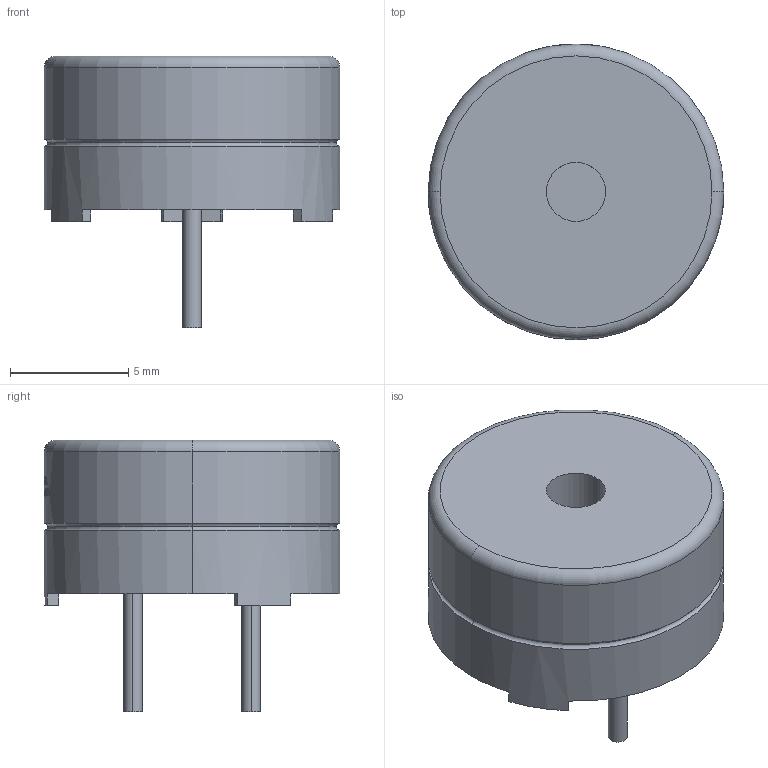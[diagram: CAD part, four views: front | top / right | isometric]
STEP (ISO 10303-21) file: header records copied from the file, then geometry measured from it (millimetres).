
FILE_DESCRIPTION (( 'STEP AP214' ), '1' );
FILE_NAME ('BUZ-TH_D12.5-H7.0-P5.0.step', '2024-07-16T07:43:49', ( '' ), ( '' ), 'SwSTEP 2.0', 'SolidWorks 2021', '' );
FILE_SCHEMA (( 'AUTOMOTIVE_DESIGN' ));
Length unit declared in the file: millimetre
Products named in the file (1): BUZ-TH_D12.5-H7.0-P5.0
Bounding box: 12.5 x 12.5 x 11.5 mm (x, y, z)
Volume: 747.7 mm3; surface area: 673 mm2
Topology: 1 solids, 1 shells, 466 faces, 1261 edges, 838 vertices
Faces by surface type: plane 244, bspline 177, cylinder 39, torus 6
Entity records: 22782 total; most frequent: CARTESIAN_POINT 7901, ORIENTED_EDGE 2522, EDGE_CURVE 1261, DIRECTION 1253, VERTEX_POINT 838, VECTOR 575, LINE 575, EDGE_LOOP 507
